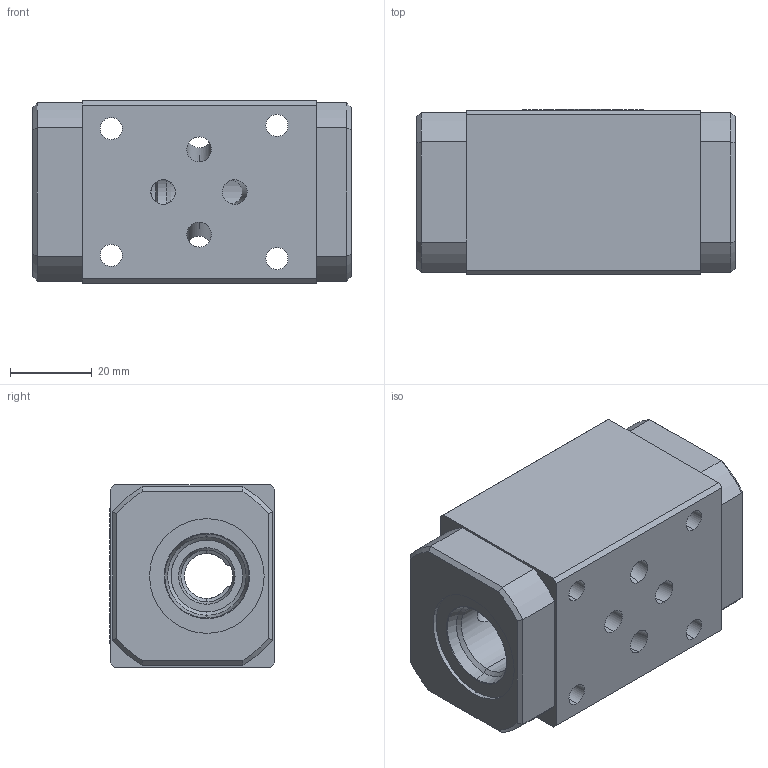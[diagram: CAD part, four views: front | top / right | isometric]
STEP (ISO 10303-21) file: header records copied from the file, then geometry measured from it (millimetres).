
FILE_DESCRIPTION (( 'STEP AP203' ), '1' );
FILE_NAME ('MH03CDS-08W2-08W3-Z02.STEP', '2025-01-10T00:15:05', ( 'user' ), ( '' ), 'SwSTEP 2.0', 'SolidWorks 2018', '' );
FILE_SCHEMA (( 'CONFIG_CONTROL_DESIGN' ));
Length unit declared in the file: millimetre
Products named in the file (3): 4KAA012AA001_組合用(9.88); MH03CDS-08W2-08W3-Z02; 6EC03040CDSXXA002
Assembly tree (5 placements, depth 2):
  MH03CDS-08W2-08W3-Z02
    4KAA012AA001_組合用(9.88)  x4
    6EC03040CDSXXA002
Bounding box: 77.7 x 40.25 x 44.5 mm (x, y, z)
Volume: 109877.5 mm3; surface area: 25293.6 mm2
Topology: 5 solids, 5 shells, 500 faces, 1350 edges, 872 vertices
Faces by surface type: cylinder 217, plane 170, bspline 49, cone 46, torus 18
Entity records: 17846 total; most frequent: CARTESIAN_POINT 5257, ORIENTED_EDGE 2644, DIRECTION 2467, EDGE_CURVE 1322, AXIS2_PLACEMENT_3D 884, VERTEX_POINT 860, LINE 699, VECTOR 699
